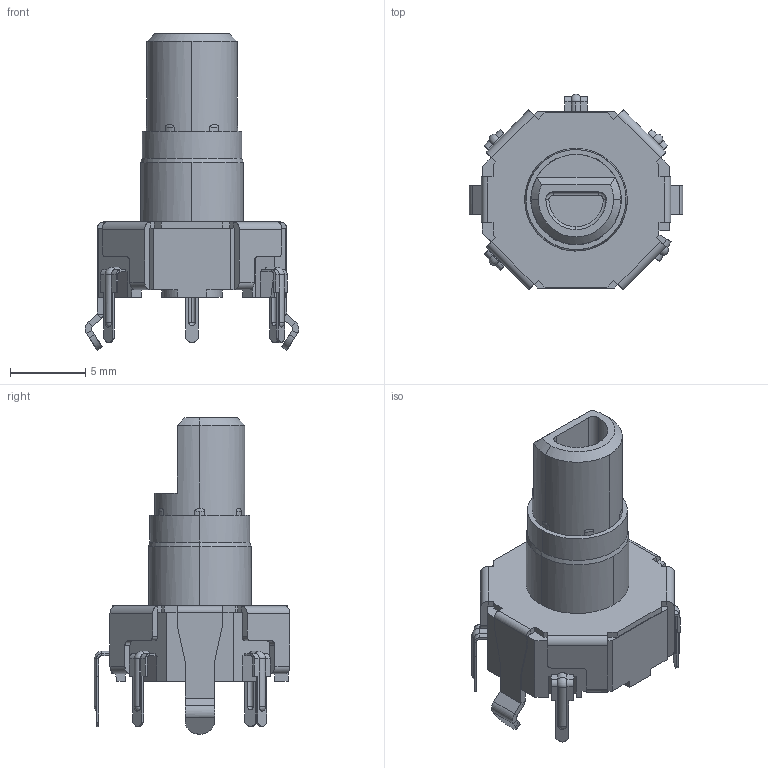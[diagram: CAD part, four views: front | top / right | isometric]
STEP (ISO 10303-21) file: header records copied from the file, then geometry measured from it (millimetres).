
FILE_DESCRIPTION (( 'STEP AP214' ), '1' );
FILE_NAME ('EC12D1564402.STEP', '2009-11-13T03:53:33', ( ' ' ), ( '' ), 'SwSTEP 2.0', 'SolidWorks 2007', '' );
FILE_SCHEMA (( 'AUTOMOTIVE_DESIGN' ));
Length unit declared in the file: millimetre
Products named in the file (1): EC12D1564402
Bounding box: 14.15 x 12.96 x 20.98 mm (x, y, z)
Volume: 904.4 mm3; surface area: 877.5 mm2
Topology: 1 solids, 1 shells, 396 faces, 1015 edges, 620 vertices
Faces by surface type: plane 253, cylinder 106, torus 20, sphere 12, cone 5
Entity records: 17008 total; most frequent: CARTESIAN_POINT 3496, ORIENTED_EDGE 2010, DIRECTION 1696, EDGE_CURVE 1005, VECTOR 716, LINE 716, VERTEX_POINT 615, AXIS2_PLACEMENT_3D 490
